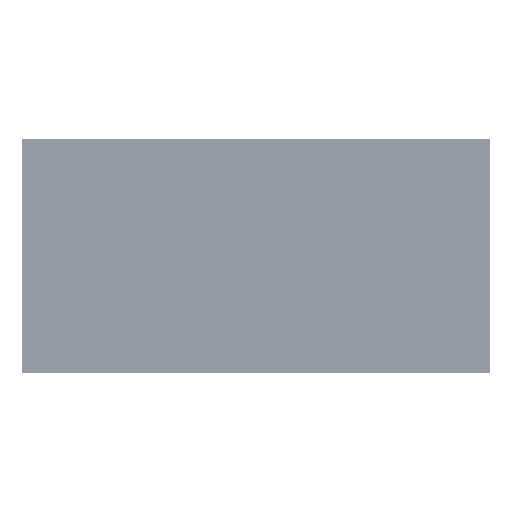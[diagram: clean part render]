
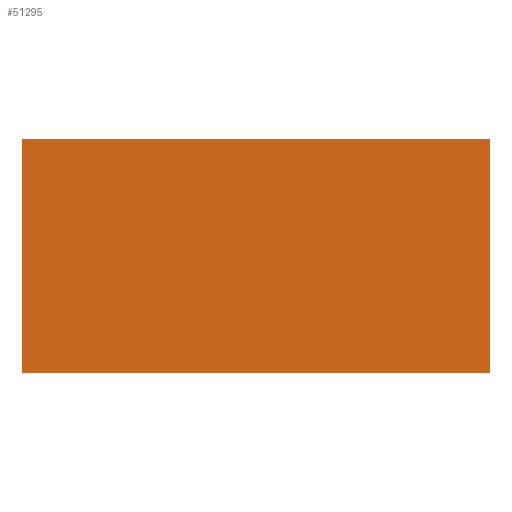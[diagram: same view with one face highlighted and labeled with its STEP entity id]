
A CAD part, front view. The second image highlights one B-rep face of the part: STEP entity #51295.
In plain terms, the highlighted planar face has unit normal (0, -1, 0).
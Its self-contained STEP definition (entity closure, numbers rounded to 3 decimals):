
#3060=PLANE('',#57045);
#6455=LINE('',#158540,#9509);
#6456=LINE('',#158542,#9510);
#6457=LINE('',#158545,#9511);
#6458=LINE('',#158547,#9512);
#9509=VECTOR('',#70104,10.);
#9510=VECTOR('',#70107,10.);
#9511=VECTOR('',#70112,10.);
#9512=VECTOR('',#70115,10.);
#13417=FACE_OUTER_BOUND('',#16426,.T.);
#16426=EDGE_LOOP('',(#48279,#48280,#48281,#48282,#48283,#48284,#48285,#48286));
#20464=CIRCLE('',#57017,1.);
#20468=CIRCLE('',#57023,1.);
#20472=CIRCLE('',#57029,1.);
#20476=CIRCLE('',#57036,1.);
#25511=VERTEX_POINT('',#158483);
#25512=VERTEX_POINT('',#158484);
#25516=VERTEX_POINT('',#158496);
#25517=VERTEX_POINT('',#158497);
#25521=VERTEX_POINT('',#158509);
#25522=VERTEX_POINT('',#158510);
#25526=VERTEX_POINT('',#158525);
#25527=VERTEX_POINT('',#158526);
#33316=EDGE_CURVE('',#25511,#25512,#20464,.T.);
#33322=EDGE_CURVE('',#25516,#25517,#20468,.T.);
#33328=EDGE_CURVE('',#25521,#25522,#20472,.T.);
#33336=EDGE_CURVE('',#25526,#25527,#20476,.T.);
#33345=EDGE_CURVE('',#25511,#25522,#6455,.T.);
#33346=EDGE_CURVE('',#25521,#25527,#6456,.T.);
#33347=EDGE_CURVE('',#25516,#25512,#6457,.T.);
#33348=EDGE_CURVE('',#25526,#25517,#6458,.T.);
#48279=ORIENTED_EDGE('',*,*,#33316,.F.);
#48280=ORIENTED_EDGE('',*,*,#33345,.T.);
#48281=ORIENTED_EDGE('',*,*,#33328,.F.);
#48282=ORIENTED_EDGE('',*,*,#33346,.T.);
#48283=ORIENTED_EDGE('',*,*,#33336,.F.);
#48284=ORIENTED_EDGE('',*,*,#33348,.T.);
#48285=ORIENTED_EDGE('',*,*,#33322,.F.);
#48286=ORIENTED_EDGE('',*,*,#33347,.T.);
#51295=ADVANCED_FACE('',(#13417),#3060,.F.);
#57017=AXIS2_PLACEMENT_3D('',#158485,#70040,#70041);
#57023=AXIS2_PLACEMENT_3D('',#158498,#70054,#70055);
#57029=AXIS2_PLACEMENT_3D('',#158511,#70068,#70069);
#57036=AXIS2_PLACEMENT_3D('',#158527,#70086,#70087);
#57045=AXIS2_PLACEMENT_3D('',#158548,#70116,#70117);
#70040=DIRECTION('center_axis',(0.,1.,0.));
#70041=DIRECTION('ref_axis',(-0.707,0.,-0.707));
#70054=DIRECTION('center_axis',(0.,1.,0.));
#70055=DIRECTION('ref_axis',(-0.707,0.,0.707));
#70068=DIRECTION('center_axis',(0.,1.,0.));
#70069=DIRECTION('ref_axis',(0.707,0.,-0.707));
#70086=DIRECTION('center_axis',(0.,1.,0.));
#70087=DIRECTION('ref_axis',(0.707,0.,0.707));
#70104=DIRECTION('',(1.,0.,0.));
#70107=DIRECTION('',(0.,0.,1.));
#70112=DIRECTION('',(0.,0.,-1.));
#70115=DIRECTION('',(-1.,0.,0.));
#70116=DIRECTION('center_axis',(0.,1.,0.));
#70117=DIRECTION('ref_axis',(1.,0.,0.));
#158483=CARTESIAN_POINT('',(1.,0.,0.));
#158484=CARTESIAN_POINT('',(0.,0.,1.));
#158485=CARTESIAN_POINT('Origin',(1.,0.,1.));
#158496=CARTESIAN_POINT('',(0.,0.,999.));
#158497=CARTESIAN_POINT('',(1.,0.,1000.));
#158498=CARTESIAN_POINT('Origin',(1.,0.,999.));
#158509=CARTESIAN_POINT('',(2000.,0.,1.));
#158510=CARTESIAN_POINT('',(1999.,0.,0.));
#158511=CARTESIAN_POINT('Origin',(1999.,0.,1.));
#158525=CARTESIAN_POINT('',(1999.,0.,1000.));
#158526=CARTESIAN_POINT('',(2000.,0.,999.));
#158527=CARTESIAN_POINT('Origin',(1999.,0.,999.));
#158540=CARTESIAN_POINT('',(0.,0.,0.));
#158542=CARTESIAN_POINT('',(2000.,0.,0.));
#158545=CARTESIAN_POINT('',(0.,0.,1000.));
#158547=CARTESIAN_POINT('',(2000.,0.,1000.));
#158548=CARTESIAN_POINT('Origin',(1000.,0.,500.));
